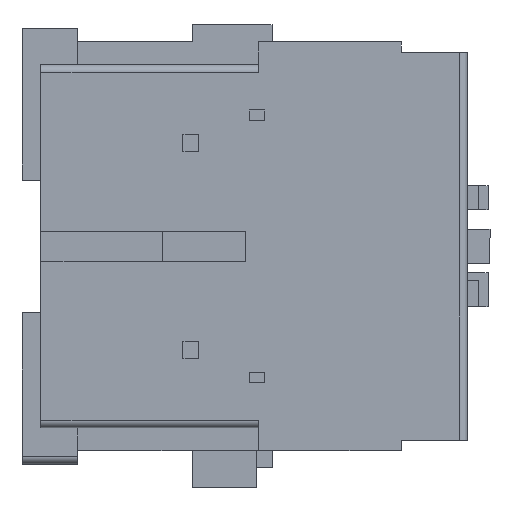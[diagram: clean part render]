
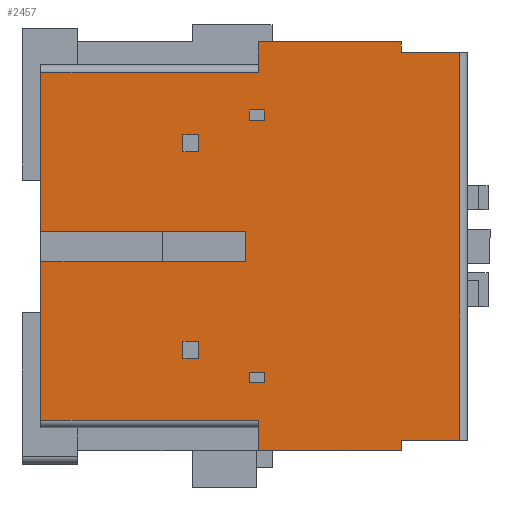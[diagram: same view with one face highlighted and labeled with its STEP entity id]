
A CAD part, front view. The second image highlights one B-rep face of the part: STEP entity #2457.
In plain terms, the highlighted face is planar.
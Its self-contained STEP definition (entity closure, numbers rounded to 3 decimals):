
#2358=FACE_BOUND('',#3704,.T.);
#2359=FACE_BOUND('',#3705,.T.);
#2360=FACE_BOUND('',#3706,.T.);
#2361=FACE_BOUND('',#3707,.T.);
#2362=FACE_BOUND('',#3708,.T.);
#2457=ADVANCED_FACE('',(#2358,#2359,#2360,#2361,#2362),#2883,.F.);
#2883=PLANE('',#10785);
#3704=EDGE_LOOP('',(#4519,#4520,#4521,#4522));
#3705=EDGE_LOOP('',(#4523,#4524,#4525,#4526));
#3706=EDGE_LOOP('',(#4527,#4528,#4529,#4530));
#3707=EDGE_LOOP('',(#4531,#4532,#4533,#4534));
#3708=EDGE_LOOP('',(#4535,#4536,#4537,#4538,#4539,#4540,#4541,#4542,#4543,
#4544,#4545,#4546,#4547,#4548,#4549,#4550));
#4519=ORIENTED_EDGE('',*,*,#7485,.F.);
#4520=ORIENTED_EDGE('',*,*,#7486,.F.);
#4521=ORIENTED_EDGE('',*,*,#7487,.F.);
#4522=ORIENTED_EDGE('',*,*,#7488,.F.);
#4523=ORIENTED_EDGE('',*,*,#7489,.F.);
#4524=ORIENTED_EDGE('',*,*,#7490,.F.);
#4525=ORIENTED_EDGE('',*,*,#7491,.F.);
#4526=ORIENTED_EDGE('',*,*,#7492,.F.);
#4527=ORIENTED_EDGE('',*,*,#7493,.F.);
#4528=ORIENTED_EDGE('',*,*,#7494,.F.);
#4529=ORIENTED_EDGE('',*,*,#7495,.F.);
#4530=ORIENTED_EDGE('',*,*,#7496,.F.);
#4531=ORIENTED_EDGE('',*,*,#7497,.T.);
#4532=ORIENTED_EDGE('',*,*,#7498,.T.);
#4533=ORIENTED_EDGE('',*,*,#7499,.T.);
#4534=ORIENTED_EDGE('',*,*,#7500,.T.);
#4535=ORIENTED_EDGE('',*,*,#7219,.F.);
#4536=ORIENTED_EDGE('',*,*,#7501,.T.);
#4537=ORIENTED_EDGE('',*,*,#7502,.T.);
#4538=ORIENTED_EDGE('',*,*,#7296,.T.);
#4539=ORIENTED_EDGE('',*,*,#7503,.F.);
#4540=ORIENTED_EDGE('',*,*,#7504,.T.);
#4541=ORIENTED_EDGE('',*,*,#7505,.T.);
#4542=ORIENTED_EDGE('',*,*,#7506,.F.);
#4543=ORIENTED_EDGE('',*,*,#7507,.T.);
#4544=ORIENTED_EDGE('',*,*,#7421,.F.);
#4545=ORIENTED_EDGE('',*,*,#7508,.F.);
#4546=ORIENTED_EDGE('',*,*,#7509,.T.);
#4547=ORIENTED_EDGE('',*,*,#7223,.F.);
#4548=ORIENTED_EDGE('',*,*,#7510,.F.);
#4549=ORIENTED_EDGE('',*,*,#7511,.F.);
#4550=ORIENTED_EDGE('',*,*,#7512,.F.);
#6458=VERTEX_POINT('',#13451);
#6459=VERTEX_POINT('',#13453);
#6462=VERTEX_POINT('',#13459);
#6463=VERTEX_POINT('',#13461);
#6534=VERTEX_POINT('',#13606);
#6535=VERTEX_POINT('',#13608);
#6647=VERTEX_POINT('',#13848);
#6648=VERTEX_POINT('',#13850);
#6709=VERTEX_POINT('',#13980);
#6710=VERTEX_POINT('',#13981);
#6711=VERTEX_POINT('',#13983);
#6712=VERTEX_POINT('',#13985);
#6713=VERTEX_POINT('',#13988);
#6714=VERTEX_POINT('',#13989);
#6715=VERTEX_POINT('',#13991);
#6716=VERTEX_POINT('',#13993);
#6717=VERTEX_POINT('',#13996);
#6718=VERTEX_POINT('',#13997);
#6719=VERTEX_POINT('',#13999);
#6720=VERTEX_POINT('',#14001);
#6721=VERTEX_POINT('',#14004);
#6722=VERTEX_POINT('',#14005);
#6723=VERTEX_POINT('',#14007);
#6724=VERTEX_POINT('',#14009);
#6725=VERTEX_POINT('',#14012);
#6726=VERTEX_POINT('',#14015);
#6727=VERTEX_POINT('',#14017);
#6728=VERTEX_POINT('',#14019);
#6729=VERTEX_POINT('',#14021);
#6730=VERTEX_POINT('',#14024);
#6731=VERTEX_POINT('',#14027);
#6732=VERTEX_POINT('',#14029);
#7219=EDGE_CURVE('',#6458,#6459,#8328,.T.);
#7223=EDGE_CURVE('',#6462,#6463,#8332,.T.);
#7296=EDGE_CURVE('',#6535,#6534,#8397,.T.);
#7421=EDGE_CURVE('',#6647,#6648,#8518,.T.);
#7485=EDGE_CURVE('',#6709,#6710,#8582,.T.);
#7486=EDGE_CURVE('',#6711,#6709,#8583,.T.);
#7487=EDGE_CURVE('',#6712,#6711,#8584,.T.);
#7488=EDGE_CURVE('',#6710,#6712,#8585,.T.);
#7489=EDGE_CURVE('',#6713,#6714,#8586,.T.);
#7490=EDGE_CURVE('',#6715,#6713,#8587,.T.);
#7491=EDGE_CURVE('',#6716,#6715,#8588,.T.);
#7492=EDGE_CURVE('',#6714,#6716,#8589,.T.);
#7493=EDGE_CURVE('',#6717,#6718,#8590,.T.);
#7494=EDGE_CURVE('',#6719,#6717,#8591,.T.);
#7495=EDGE_CURVE('',#6720,#6719,#8592,.T.);
#7496=EDGE_CURVE('',#6718,#6720,#8593,.T.);
#7497=EDGE_CURVE('',#6721,#6722,#8594,.T.);
#7498=EDGE_CURVE('',#6722,#6723,#8595,.T.);
#7499=EDGE_CURVE('',#6723,#6724,#8596,.T.);
#7500=EDGE_CURVE('',#6724,#6721,#8597,.T.);
#7501=EDGE_CURVE('',#6458,#6725,#8598,.T.);
#7502=EDGE_CURVE('',#6725,#6535,#8599,.T.);
#7503=EDGE_CURVE('',#6726,#6534,#8600,.T.);
#7504=EDGE_CURVE('',#6726,#6727,#8601,.T.);
#7505=EDGE_CURVE('',#6727,#6728,#8602,.T.);
#7506=EDGE_CURVE('',#6729,#6728,#8603,.T.);
#7507=EDGE_CURVE('',#6729,#6648,#8604,.T.);
#7508=EDGE_CURVE('',#6730,#6647,#8605,.T.);
#7509=EDGE_CURVE('',#6730,#6463,#8606,.T.);
#7510=EDGE_CURVE('',#6731,#6462,#8607,.T.);
#7511=EDGE_CURVE('',#6732,#6731,#8608,.T.);
#7512=EDGE_CURVE('',#6459,#6732,#8609,.T.);
#8328=LINE('',#13452,#9374);
#8332=LINE('',#13460,#9378);
#8397=LINE('',#13607,#9443);
#8518=LINE('',#13849,#9564);
#8582=LINE('',#13979,#9628);
#8583=LINE('',#13982,#9629);
#8584=LINE('',#13984,#9630);
#8585=LINE('',#13986,#9631);
#8586=LINE('',#13987,#9632);
#8587=LINE('',#13990,#9633);
#8588=LINE('',#13992,#9634);
#8589=LINE('',#13994,#9635);
#8590=LINE('',#13995,#9636);
#8591=LINE('',#13998,#9637);
#8592=LINE('',#14000,#9638);
#8593=LINE('',#14002,#9639);
#8594=LINE('',#14003,#9640);
#8595=LINE('',#14006,#9641);
#8596=LINE('',#14008,#9642);
#8597=LINE('',#14010,#9643);
#8598=LINE('',#14011,#9644);
#8599=LINE('',#14013,#9645);
#8600=LINE('',#14014,#9646);
#8601=LINE('',#14016,#9647);
#8602=LINE('',#14018,#9648);
#8603=LINE('',#14020,#9649);
#8604=LINE('',#14022,#9650);
#8605=LINE('',#14023,#9651);
#8606=LINE('',#14025,#9652);
#8607=LINE('',#14026,#9653);
#8608=LINE('',#14028,#9654);
#8609=LINE('',#14030,#9655);
#9374=VECTOR('',#11355,1.);
#9378=VECTOR('',#11359,1.);
#9443=VECTOR('',#11444,1.);
#9564=VECTOR('',#11581,1.);
#9628=VECTOR('',#11655,1.);
#9629=VECTOR('',#11656,1.);
#9630=VECTOR('',#11657,1.);
#9631=VECTOR('',#11658,1.);
#9632=VECTOR('',#11659,1.);
#9633=VECTOR('',#11660,1.);
#9634=VECTOR('',#11661,1.);
#9635=VECTOR('',#11662,1.);
#9636=VECTOR('',#11663,1.);
#9637=VECTOR('',#11664,1.);
#9638=VECTOR('',#11665,1.);
#9639=VECTOR('',#11666,1.);
#9640=VECTOR('',#11667,1.);
#9641=VECTOR('',#11668,1.);
#9642=VECTOR('',#11669,1.);
#9643=VECTOR('',#11670,1.);
#9644=VECTOR('',#11671,1.);
#9645=VECTOR('',#11672,1.);
#9646=VECTOR('',#11673,1.);
#9647=VECTOR('',#11674,1.);
#9648=VECTOR('',#11675,1.);
#9649=VECTOR('',#11676,1.);
#9650=VECTOR('',#11677,1.);
#9651=VECTOR('',#11678,1.);
#9652=VECTOR('',#11679,1.);
#9653=VECTOR('',#11680,1.);
#9654=VECTOR('',#11681,1.);
#9655=VECTOR('',#11682,1.);
#10785=AXIS2_PLACEMENT_3D('',#14031,#11683,#11684);
#11355=DIRECTION('',(0.,-1.,0.));
#11359=DIRECTION('',(0.,-1.,0.));
#11444=DIRECTION('',(0.,0.,1.));
#11581=DIRECTION('',(0.,0.,1.));
#11655=DIRECTION('',(0.,1.,0.));
#11656=DIRECTION('',(0.,0.,-1.));
#11657=DIRECTION('',(0.,-1.,0.));
#11658=DIRECTION('',(0.,0.,1.));
#11659=DIRECTION('',(0.,1.,0.));
#11660=DIRECTION('',(0.,0.,-1.));
#11661=DIRECTION('',(0.,-1.,0.));
#11662=DIRECTION('',(0.,0.,1.));
#11663=DIRECTION('',(0.,-1.,0.));
#11664=DIRECTION('',(0.,0.,1.));
#11665=DIRECTION('',(0.,1.,0.));
#11666=DIRECTION('',(0.,0.,-1.));
#11667=DIRECTION('',(0.,-1.,0.));
#11668=DIRECTION('',(0.,0.,1.));
#11669=DIRECTION('',(0.,1.,0.));
#11670=DIRECTION('',(0.,0.,-1.));
#11671=DIRECTION('',(0.,0.,1.));
#11672=DIRECTION('',(0.,1.,0.));
#11673=DIRECTION('',(0.,1.,0.));
#11674=DIRECTION('',(0.,0.,1.));
#11675=DIRECTION('',(0.,-1.,0.));
#11676=DIRECTION('',(0.,0.,1.));
#11677=DIRECTION('',(0.,-1.,0.));
#11678=DIRECTION('',(0.,-1.,0.));
#11679=DIRECTION('',(0.,0.,-1.));
#11680=DIRECTION('',(0.,0.,-1.));
#11681=DIRECTION('',(0.,-1.,0.));
#11682=DIRECTION('',(0.,0.,1.));
#11683=DIRECTION('',(-1.,0.,0.));
#11684=DIRECTION('',(0.,0.,1.));
#13451=CARTESIAN_POINT('',(47.5,45.9,0.));
#13452=CARTESIAN_POINT('',(47.5,-17.5,0.));
#13453=CARTESIAN_POINT('',(47.5,4.,0.));
#13459=CARTESIAN_POINT('',(47.5,-4.,0.));
#13460=CARTESIAN_POINT('',(47.5,-17.5,0.));
#13461=CARTESIAN_POINT('',(47.5,-45.9,0.));
#13606=CARTESIAN_POINT('',(47.5,54.,95.15));
#13607=CARTESIAN_POINT('',(47.5,54.,9.7));
#13608=CARTESIAN_POINT('',(47.5,54.,57.4));
#13848=CARTESIAN_POINT('',(47.5,-54.,57.4));
#13849=CARTESIAN_POINT('',(47.5,-54.,9.7));
#13850=CARTESIAN_POINT('',(47.5,-54.,95.15));
#13979=CARTESIAN_POINT('',(47.5,25.,37.5));
#13980=CARTESIAN_POINT('',(47.5,25.,37.5));
#13981=CARTESIAN_POINT('',(47.5,29.5,37.5));
#13982=CARTESIAN_POINT('',(47.5,25.,41.5));
#13983=CARTESIAN_POINT('',(47.5,25.,41.5));
#13984=CARTESIAN_POINT('',(47.5,29.5,41.5));
#13985=CARTESIAN_POINT('',(47.5,29.5,41.5));
#13986=CARTESIAN_POINT('',(47.5,29.5,37.5));
#13987=CARTESIAN_POINT('',(47.5,-36.,55.));
#13988=CARTESIAN_POINT('',(47.5,-36.,55.));
#13989=CARTESIAN_POINT('',(47.5,-33.25,55.));
#13990=CARTESIAN_POINT('',(47.5,-36.,59.));
#13991=CARTESIAN_POINT('',(47.5,-36.,59.));
#13992=CARTESIAN_POINT('',(47.5,-33.25,59.));
#13993=CARTESIAN_POINT('',(47.5,-33.25,59.));
#13994=CARTESIAN_POINT('',(47.5,-33.25,55.));
#13995=CARTESIAN_POINT('',(47.5,36.,59.));
#13996=CARTESIAN_POINT('',(47.5,36.,59.));
#13997=CARTESIAN_POINT('',(47.5,33.25,59.));
#13998=CARTESIAN_POINT('',(47.5,36.,55.));
#13999=CARTESIAN_POINT('',(47.5,36.,55.));
#14000=CARTESIAN_POINT('',(47.5,33.25,55.));
#14001=CARTESIAN_POINT('',(47.5,33.25,55.));
#14002=CARTESIAN_POINT('',(47.5,33.25,59.));
#14003=CARTESIAN_POINT('',(47.5,-25.,37.5));
#14004=CARTESIAN_POINT('',(47.5,-25.,37.5));
#14005=CARTESIAN_POINT('',(47.5,-29.5,37.5));
#14006=CARTESIAN_POINT('',(47.5,-29.5,37.5));
#14007=CARTESIAN_POINT('',(47.5,-29.5,41.5));
#14008=CARTESIAN_POINT('',(47.5,-29.5,41.5));
#14009=CARTESIAN_POINT('',(47.5,-25.,41.5));
#14010=CARTESIAN_POINT('',(47.5,-25.,41.5));
#14011=CARTESIAN_POINT('',(47.5,45.9,57.4));
#14012=CARTESIAN_POINT('',(47.5,45.9,57.4));
#14013=CARTESIAN_POINT('',(47.5,47.9,57.4));
#14014=CARTESIAN_POINT('',(47.5,51.2,95.15));
#14015=CARTESIAN_POINT('',(47.5,51.2,95.15));
#14016=CARTESIAN_POINT('',(47.5,51.2,96.4));
#14017=CARTESIAN_POINT('',(47.5,51.2,110.55));
#14018=CARTESIAN_POINT('',(47.5,-51.2,110.55));
#14019=CARTESIAN_POINT('',(47.5,-51.2,110.55));
#14020=CARTESIAN_POINT('',(47.5,-51.2,96.4));
#14021=CARTESIAN_POINT('',(47.5,-51.2,95.15));
#14022=CARTESIAN_POINT('',(47.5,-51.2,95.15));
#14023=CARTESIAN_POINT('',(47.5,-47.9,57.4));
#14024=CARTESIAN_POINT('',(47.5,-45.9,57.4));
#14025=CARTESIAN_POINT('',(47.5,-45.9,0.));
#14026=CARTESIAN_POINT('',(47.5,-4.,54.));
#14027=CARTESIAN_POINT('',(47.5,-4.,54.));
#14028=CARTESIAN_POINT('',(47.5,4.,54.));
#14029=CARTESIAN_POINT('',(47.5,4.,54.));
#14030=CARTESIAN_POINT('',(47.5,4.,32.));
#14031=CARTESIAN_POINT('',(47.5,-57.5,0.));
